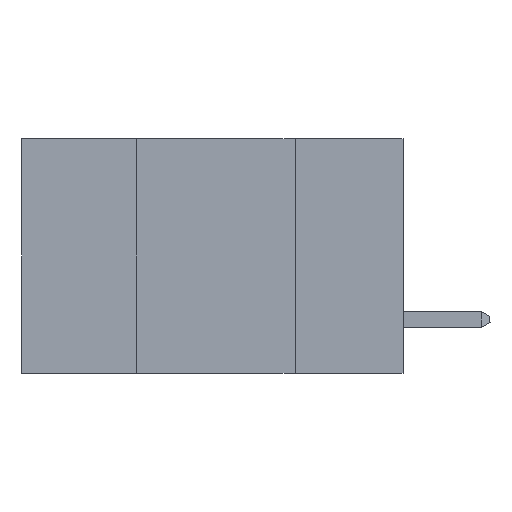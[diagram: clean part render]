
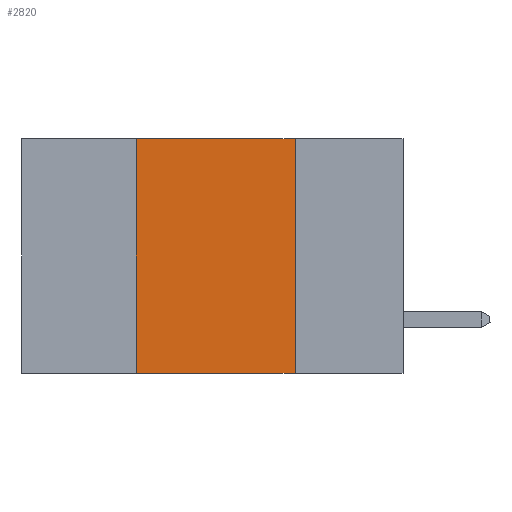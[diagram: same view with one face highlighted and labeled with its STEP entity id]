
A CAD part, left-side view. The second image highlights one B-rep face of the part: STEP entity #2820.
In plain terms, the highlighted planar face has unit normal (-1, 0, 0).
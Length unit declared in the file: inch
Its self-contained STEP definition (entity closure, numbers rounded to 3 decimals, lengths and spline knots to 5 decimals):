
#666 = DIRECTION ( 'NONE',  ( 0., 0., -1. ) ) ;
#1183 = DIRECTION ( 'NONE',  ( 1., 0., 0. ) ) ;
#1208 = DIRECTION ( 'NONE',  ( 0., 0., 1. ) ) ;
#1792 = VECTOR ( 'NONE', #3412, 39.37008 ) ;
#1921 = DIRECTION ( 'NONE',  ( 0., -1., 0. ) ) ;
#1928 = FACE_OUTER_BOUND ( 'NONE', #5736, .T. ) ;
#2016 = CARTESIAN_POINT ( 'NONE',  ( 0., 0.17, 0. ) ) ;
#2820 = ADVANCED_FACE ( 'NONE', ( #1928 ), #7646, .F. ) ;
#3207 = ORIENTED_EDGE ( 'NONE', *, *, #12000, .F. ) ;
#3248 = ORIENTED_EDGE ( 'NONE', *, *, #11560, .F. ) ;
#3293 = VERTEX_POINT ( 'NONE', #7929 ) ;
#3412 = DIRECTION ( 'NONE',  ( 0., -1., 0. ) ) ;
#3567 = LINE ( 'NONE', #7877, #1792 ) ;
#3962 = CARTESIAN_POINT ( 'NONE',  ( 0., 0.17, 0. ) ) ;
#5185 = VERTEX_POINT ( 'NONE', #3962 ) ;
#5736 = EDGE_LOOP ( 'NONE', ( #3248, #3207, #12805, #7895 ) ) ;
#5894 = LINE ( 'NONE', #9455, #13727 ) ;
#7398 = CARTESIAN_POINT ( 'NONE',  ( 0., 0.42, 0. ) ) ;
#7602 = VECTOR ( 'NONE', #1921, 39.37008 ) ;
#7646 = PLANE ( 'NONE',  #10487 ) ;
#7877 = CARTESIAN_POINT ( 'NONE',  ( 0., 0.6, -0.37 ) ) ;
#7895 = ORIENTED_EDGE ( 'NONE', *, *, #11679, .T. ) ;
#7929 = CARTESIAN_POINT ( 'NONE',  ( 0., 0.42, -0.37 ) ) ;
#8164 = CARTESIAN_POINT ( 'NONE',  ( 0., 0.6, 0. ) ) ;
#8467 = VERTEX_POINT ( 'NONE', #7398 ) ;
#9455 = CARTESIAN_POINT ( 'NONE',  ( 0., 0.42, 0. ) ) ;
#10487 = AXIS2_PLACEMENT_3D ( 'NONE', #8164, #1183, #10501 ) ;
#10501 = DIRECTION ( 'NONE',  ( 0., 0., -1. ) ) ;
#10560 = VERTEX_POINT ( 'NONE', #11500 ) ;
#11500 = CARTESIAN_POINT ( 'NONE',  ( 0., 0.17, -0.37 ) ) ;
#11560 = EDGE_CURVE ( 'NONE', #5185, #10560, #12895, .T. ) ;
#11679 = EDGE_CURVE ( 'NONE', #3293, #10560, #3567, .T. ) ;
#12000 = EDGE_CURVE ( 'NONE', #8467, #5185, #12159, .T. ) ;
#12159 = LINE ( 'NONE', #14661, #7602 ) ;
#12716 = VECTOR ( 'NONE', #666, 39.37008 ) ;
#12805 = ORIENTED_EDGE ( 'NONE', *, *, #14618, .F. ) ;
#12895 = LINE ( 'NONE', #2016, #12716 ) ;
#13727 = VECTOR ( 'NONE', #1208, 39.37008 ) ;
#14618 = EDGE_CURVE ( 'NONE', #3293, #8467, #5894, .T. ) ;
#14661 = CARTESIAN_POINT ( 'NONE',  ( 0., 0.6, 0. ) ) ;
